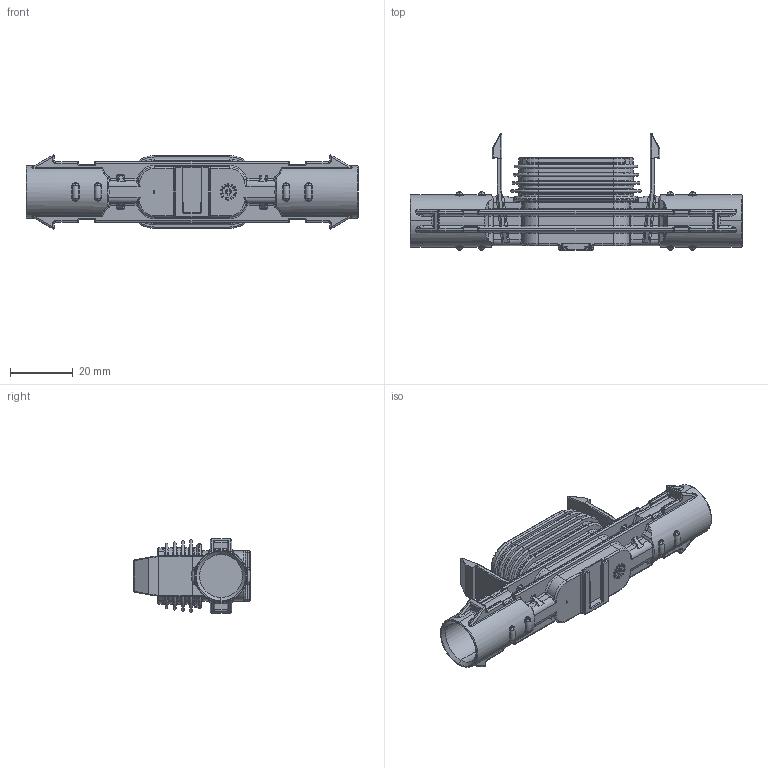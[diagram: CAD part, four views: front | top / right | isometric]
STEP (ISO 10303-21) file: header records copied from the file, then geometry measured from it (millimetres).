
FILE_DESCRIPTION((''),'2;1');
FILE_NAME('SC50-2000A-A001_NCF_ASM','2020-09-18T08:12:06',('20077268'),(''),'CREO PARAMETRIC BY PTC INC, 2017110','CREO PARAMETRIC BY PTC INC, 2017110','');
FILE_SCHEMA(('CONFIG_CONTROL_DESIGN'));
Products named in the file (5): PC26-2003A-B001_MOLD_SALES_NCF; PC26-2003A-B001_SALES_NCF_ASM; PC14-2002A-B002_NCF_INST; PC50-2000A-A001_SALES_NCF_ASM; SC50-2000A-A001_NCF_ASM
Assembly tree (4 placements, depth 4):
  SC50-2000A-A001_NCF_ASM
    PC50-2000A-A001_SALES_NCF_ASM
      PC26-2003A-B001_SALES_NCF_ASM
        PC26-2003A-B001_MOLD_SALES_NCF
      PC14-2002A-B002_NCF_INST
Bounding box: 106 x 37.25 x 23.74 mm (x, y, z)
Volume: 21424.3 mm3; surface area: 19771.8 mm2
Topology: 2 solids, 2 shells, 2058 faces, 5010 edges, 2989 vertices
Faces by surface type: cylinder 664, plane 565, bspline 244, extrusion 199, torus 186, sphere 126, cone 74
Entity records: 75281 total; most frequent: CARTESIAN_POINT 29445, ORIENTED_EDGE 9988, DIRECTION 8812, EDGE_CURVE 4994, AXIS2_PLACEMENT_3D 3151, VERTEX_POINT 2989, VECTOR 2510, LINE 2311
